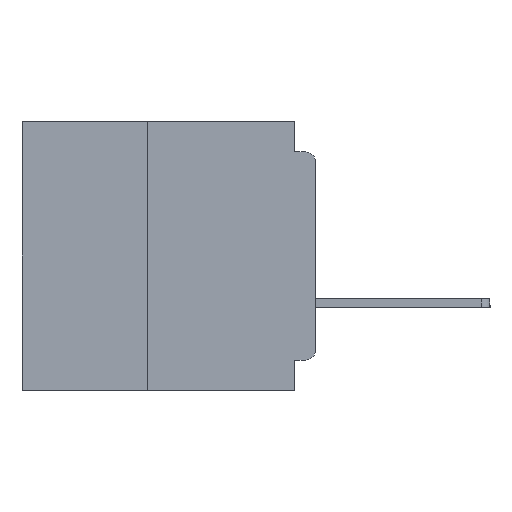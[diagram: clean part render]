
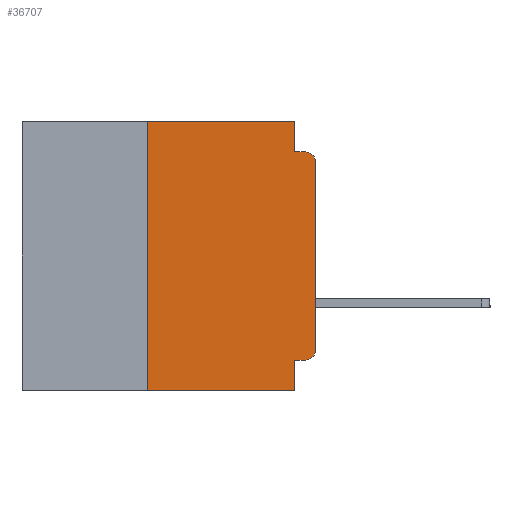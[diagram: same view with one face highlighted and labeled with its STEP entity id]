
A CAD part, left-side view. The second image highlights one B-rep face of the part: STEP entity #36707.
In plain terms, the highlighted planar face has unit normal (-1, 0, 0).
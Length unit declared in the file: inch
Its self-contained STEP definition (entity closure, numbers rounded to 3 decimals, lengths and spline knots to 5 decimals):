
#1487 = EDGE_CURVE ( 'NONE', #8836, #29292, #33962, .T. ) ;
#2384 = ORIENTED_EDGE ( 'NONE', *, *, #24068, .T. ) ;
#3233 = CIRCLE ( 'NONE', #13724, 0.015 ) ;
#3273 = DIRECTION ( 'NONE',  ( -1., 0., 0. ) ) ;
#3672 = EDGE_CURVE ( 'NONE', #36718, #8836, #11035, .T. ) ;
#4178 = DIRECTION ( 'NONE',  ( -1., 0., 0. ) ) ;
#5523 = ORIENTED_EDGE ( 'NONE', *, *, #34602, .F. ) ;
#6088 = CARTESIAN_POINT ( 'NONE',  ( 0., 0., -0.355 ) ) ;
#6527 = ORIENTED_EDGE ( 'NONE', *, *, #30481, .T. ) ;
#6626 = VERTEX_POINT ( 'NONE', #8829 ) ;
#6802 = VERTEX_POINT ( 'NONE', #22679 ) ;
#7516 = LINE ( 'NONE', #35199, #23912 ) ;
#7869 = CARTESIAN_POINT ( 'NONE',  ( 0., 0.031, 0. ) ) ;
#8241 = LINE ( 'NONE', #27047, #41561 ) ;
#8829 = CARTESIAN_POINT ( 'NONE',  ( 0., 0.015, -0.355 ) ) ;
#8836 = VERTEX_POINT ( 'NONE', #21780 ) ;
#9312 = DIRECTION ( 'NONE',  ( 0., 0., 1. ) ) ;
#9488 = CARTESIAN_POINT ( 'NONE',  ( 0., 0.25, 0. ) ) ;
#10384 = LINE ( 'NONE', #30650, #35147 ) ;
#11035 = LINE ( 'NONE', #17084, #27306 ) ;
#11254 = VERTEX_POINT ( 'NONE', #39514 ) ;
#11955 = CARTESIAN_POINT ( 'NONE',  ( 0., 0.031, -0.355 ) ) ;
#12945 = VECTOR ( 'NONE', #22463, 39.37008 ) ;
#13724 = AXIS2_PLACEMENT_3D ( 'NONE', #23886, #4178, #27119 ) ;
#13833 = CARTESIAN_POINT ( 'NONE',  ( 0., 0., -0.06 ) ) ;
#14157 = FACE_OUTER_BOUND ( 'NONE', #22544, .T. ) ;
#14584 = EDGE_CURVE ( 'NONE', #6626, #30102, #38589, .T. ) ;
#15188 = VERTEX_POINT ( 'NONE', #25974 ) ;
#15419 = DIRECTION ( 'NONE',  ( 0., 0., -1. ) ) ;
#15485 = LINE ( 'NONE', #34883, #23094 ) ;
#15955 = CARTESIAN_POINT ( 'NONE',  ( 0., 0.437, 0. ) ) ;
#16667 = CARTESIAN_POINT ( 'NONE',  ( 0., 0.031, -0.4 ) ) ;
#16944 = DIRECTION ( 'NONE',  ( 0., -1., 0. ) ) ;
#17084 = CARTESIAN_POINT ( 'NONE',  ( 0., 0.437, 0. ) ) ;
#18268 = CARTESIAN_POINT ( 'NONE',  ( 0., 0.015, -0.045 ) ) ;
#19199 = DIRECTION ( 'NONE',  ( 0., 0., -1. ) ) ;
#19437 = LINE ( 'NONE', #16667, #40969 ) ;
#19904 = DIRECTION ( 'NONE',  ( 0., 0., -1. ) ) ;
#21780 = CARTESIAN_POINT ( 'NONE',  ( 0., 0.031, 0. ) ) ;
#22463 = DIRECTION ( 'NONE',  ( 0., 1., 0. ) ) ;
#22544 = EDGE_LOOP ( 'NONE', ( #23622, #6527, #40187, #31708, #36797, #29589, #2384, #5523, #37074, #40169 ) ) ;
#22679 = CARTESIAN_POINT ( 'NONE',  ( 0., 0.25, -0.4 ) ) ;
#22988 = CARTESIAN_POINT ( 'NONE',  ( 0., 0.015, -0.34 ) ) ;
#23094 = VECTOR ( 'NONE', #31682, 39.37008 ) ;
#23622 = ORIENTED_EDGE ( 'NONE', *, *, #29544, .T. ) ;
#23886 = CARTESIAN_POINT ( 'NONE',  ( 0., 0.015, -0.06 ) ) ;
#23912 = VECTOR ( 'NONE', #9312, 39.37008 ) ;
#24068 = EDGE_CURVE ( 'NONE', #6802, #11254, #15485, .T. ) ;
#24248 = EDGE_CURVE ( 'NONE', #6802, #36718, #8241, .T. ) ;
#24459 = VECTOR ( 'NONE', #15419, 39.37008 ) ;
#24824 = VERTEX_POINT ( 'NONE', #13833 ) ;
#25974 = CARTESIAN_POINT ( 'NONE',  ( 0., 0., -0.34 ) ) ;
#26225 = DIRECTION ( 'NONE',  ( 0., 0., -1. ) ) ;
#26455 = CIRCLE ( 'NONE', #33273, 0.015 ) ;
#27047 = CARTESIAN_POINT ( 'NONE',  ( 0., 0.25, -0.4 ) ) ;
#27119 = DIRECTION ( 'NONE',  ( 0., 0., -1. ) ) ;
#27306 = VECTOR ( 'NONE', #16944, 39.37008 ) ;
#27567 = CARTESIAN_POINT ( 'NONE',  ( 0., 0.031, -0.045 ) ) ;
#28534 = AXIS2_PLACEMENT_3D ( 'NONE', #15955, #38393, #19199 ) ;
#29292 = VERTEX_POINT ( 'NONE', #27567 ) ;
#29544 = EDGE_CURVE ( 'NONE', #15188, #24824, #7516, .T. ) ;
#29589 = ORIENTED_EDGE ( 'NONE', *, *, #24248, .F. ) ;
#30102 = VERTEX_POINT ( 'NONE', #11955 ) ;
#30481 = EDGE_CURVE ( 'NONE', #24824, #42068, #3233, .T. ) ;
#30650 = CARTESIAN_POINT ( 'NONE',  ( 0., 0., -0.045 ) ) ;
#31682 = DIRECTION ( 'NONE',  ( 0., -1., 0. ) ) ;
#31708 = ORIENTED_EDGE ( 'NONE', *, *, #1487, .F. ) ;
#32393 = EDGE_CURVE ( 'NONE', #29292, #42068, #10384, .T. ) ;
#33273 = AXIS2_PLACEMENT_3D ( 'NONE', #22988, #3273, #26225 ) ;
#33433 = DIRECTION ( 'NONE',  ( 0., 0., 1. ) ) ;
#33840 = DIRECTION ( 'NONE',  ( 0., -1., 0. ) ) ;
#33962 = LINE ( 'NONE', #7869, #24459 ) ;
#34602 = EDGE_CURVE ( 'NONE', #30102, #11254, #19437, .T. ) ;
#34883 = CARTESIAN_POINT ( 'NONE',  ( 0., 0.437, -0.4 ) ) ;
#35147 = VECTOR ( 'NONE', #33840, 39.37008 ) ;
#35199 = CARTESIAN_POINT ( 'NONE',  ( 0., 0., 0. ) ) ;
#35218 = EDGE_CURVE ( 'NONE', #6626, #15188, #26455, .T. ) ;
#35223 = PLANE ( 'NONE',  #28534 ) ;
#36707 = ADVANCED_FACE ( 'NONE', ( #14157 ), #35223, .F. ) ;
#36718 = VERTEX_POINT ( 'NONE', #9488 ) ;
#36797 = ORIENTED_EDGE ( 'NONE', *, *, #3672, .F. ) ;
#37074 = ORIENTED_EDGE ( 'NONE', *, *, #14584, .F. ) ;
#38393 = DIRECTION ( 'NONE',  ( 1., 0., 0. ) ) ;
#38589 = LINE ( 'NONE', #6088, #12945 ) ;
#39514 = CARTESIAN_POINT ( 'NONE',  ( 0., 0.031, -0.4 ) ) ;
#40169 = ORIENTED_EDGE ( 'NONE', *, *, #35218, .T. ) ;
#40187 = ORIENTED_EDGE ( 'NONE', *, *, #32393, .F. ) ;
#40969 = VECTOR ( 'NONE', #19904, 39.37008 ) ;
#41561 = VECTOR ( 'NONE', #33433, 39.37008 ) ;
#42068 = VERTEX_POINT ( 'NONE', #18268 ) ;
